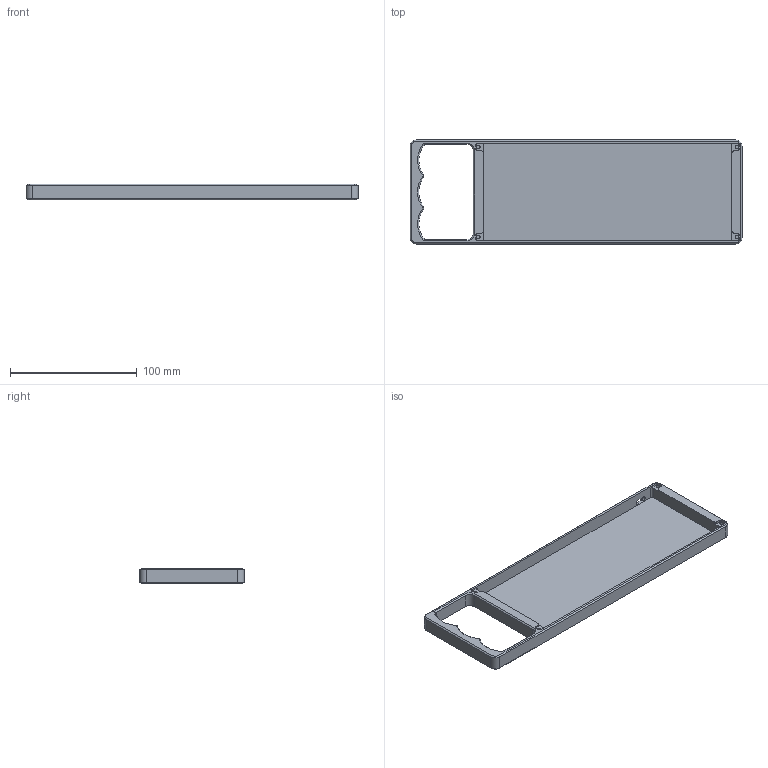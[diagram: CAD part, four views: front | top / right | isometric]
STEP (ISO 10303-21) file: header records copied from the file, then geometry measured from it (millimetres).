
FILE_DESCRIPTION(/* description */ (''),/* implementation_level */ '2;1');
FILE_NAME(/* name */ 'Knuqull 3D.step',/* time_stamp */ '2023-11-11T18:00:26-05:00',/* author */ (''),/* organization */ (''),/* preprocessor_version */ 'ST-DEVELOPER v20',/* originating_system */ 'Autodesk Translation Framework v12.14.0.127',/* authorisation */ '');
FILE_SCHEMA (('AUTOMOTIVE_DESIGN { 1 0 10303 214 3 1 1 }'));
Length unit declared in the file: millimetre
Products named in the file (1): Knuqull 3D
Bounding box: 262.21 x 82.15 x 12.6 mm (x, y, z)
Volume: 69424.8 mm3; surface area: 53237.1 mm2
Topology: 1 solids, 1 shells, 111 faces, 280 edges, 180 vertices
Faces by surface type: plane 52, cylinder 37, cone 22
Full cylindrical faces by diameter (mm): 2.9 x4
Entity records: 3419 total; most frequent: CARTESIAN_POINT 672, DIRECTION 576, ORIENTED_EDGE 560, EDGE_CURVE 280, AXIS2_PLACEMENT_3D 208, VERTEX_POINT 180, LINE 160, VECTOR 160
